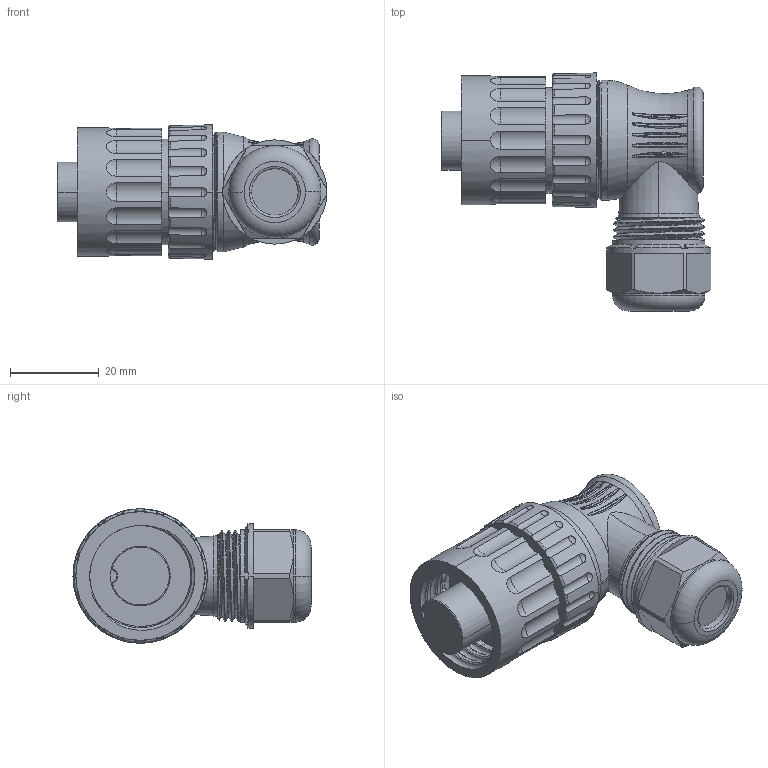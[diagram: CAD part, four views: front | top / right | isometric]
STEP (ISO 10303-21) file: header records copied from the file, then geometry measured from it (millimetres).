
FILE_DESCRIPTION((''),'2;1');
FILE_NAME('WA22K4TL2','2022-05-25T',('Administrator'),(''),'CREO PARAMETRIC BY PTC INC, 2016130','CREO PARAMETRIC BY PTC INC, 2016130','');
FILE_SCHEMA(('AUTOMOTIVE_DESIGN { 1 0 10303 214 1 1 1 1 }'));
Length unit declared in the file: millimetre
Products named in the file (1): WA22K4TL2
Bounding box: 60.85 x 53.67 x 30.35 mm (x, y, z)
Volume: 37004.2 mm3; surface area: 10392.6 mm2
Topology: 1 solids, 5 shells, 338 faces, 1034 edges, 722 vertices
Faces by surface type: cylinder 97, torus 75, cone 55, plane 52, sphere 38, bspline 21
Entity records: 18155 total; most frequent: CARTESIAN_POINT 9258, ORIENTED_EDGE 2064, DIRECTION 1680, EDGE_CURVE 1032, AXIS2_PLACEMENT_3D 760, VERTEX_POINT 722, CIRCLE 443, B_SPLINE_CURVE_WITH_KNOTS 429
